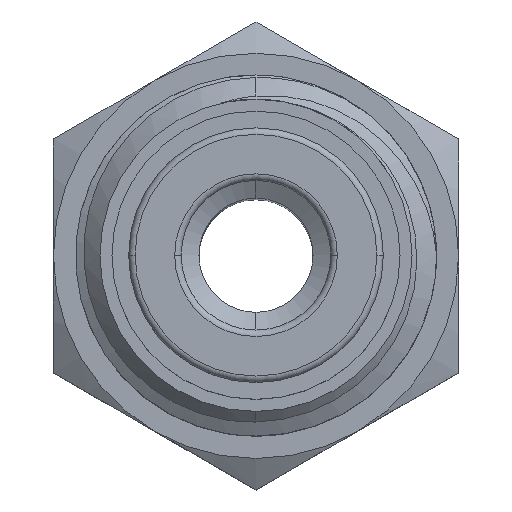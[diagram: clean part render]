
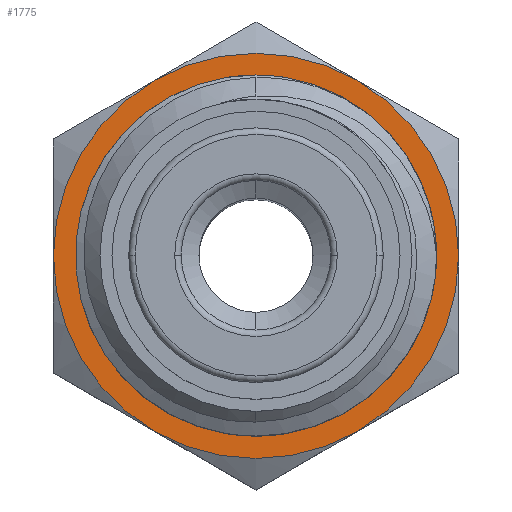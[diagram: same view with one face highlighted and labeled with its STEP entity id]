
A CAD part, top view. The second image highlights one B-rep face of the part: STEP entity #1775.
In plain terms, the highlighted planar face has unit normal (0, 0, 1).
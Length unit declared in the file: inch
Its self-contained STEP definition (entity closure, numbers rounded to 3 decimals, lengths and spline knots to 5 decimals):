
#144 = CARTESIAN_POINT ( 'NONE',  ( 0., 0.26325, 0.87 ) ) ;
#165 = ORIENTED_EDGE ( 'NONE', *, *, #2585, .T. ) ;
#187 = VERTEX_POINT ( 'NONE', #1157 ) ;
#288 = CIRCLE ( 'NONE', #6906, 0.3125 ) ;
#315 = DIRECTION ( 'NONE',  ( 0., 0., -1. ) ) ;
#635 = ORIENTED_EDGE ( 'NONE', *, *, #2151, .F. ) ;
#833 = ORIENTED_EDGE ( 'NONE', *, *, #1107, .F. ) ;
#837 = CARTESIAN_POINT ( 'NONE',  ( 0., 0., 0.87 ) ) ;
#840 = CIRCLE ( 'NONE', #5304, 0.3125 ) ;
#921 = VERTEX_POINT ( 'NONE', #6717 ) ;
#993 = CARTESIAN_POINT ( 'NONE',  ( 0., 0., 0.87 ) ) ;
#1042 = VERTEX_POINT ( 'NONE', #5363 ) ;
#1052 = DIRECTION ( 'NONE',  ( 0., 0., -1. ) ) ;
#1093 = DIRECTION ( 'NONE',  ( 0., -1., 0. ) ) ;
#1107 = EDGE_CURVE ( 'NONE', #921, #1042, #6337, .T. ) ;
#1157 = CARTESIAN_POINT ( 'NONE',  ( -0.3125, 0., 0.87 ) ) ;
#1670 = CARTESIAN_POINT ( 'NONE',  ( -0.15625, 0.27063, 0.87 ) ) ;
#1750 = DIRECTION ( 'NONE',  ( 0., -1., 0. ) ) ;
#1775 = ADVANCED_FACE ( 'NONE', ( #5324, #3690 ), #6934, .T. ) ;
#1849 = ORIENTED_EDGE ( 'NONE', *, *, #6986, .F. ) ;
#1931 = EDGE_LOOP ( 'NONE', ( #7628, #4796, #1849, #833, #635, #7523 ) ) ;
#1949 = DIRECTION ( 'NONE',  ( 0., 0., 1. ) ) ;
#2041 = DIRECTION ( 'NONE',  ( 0., 0., -1. ) ) ;
#2151 = EDGE_CURVE ( 'NONE', #3998, #921, #288, .T. ) ;
#2496 = AXIS2_PLACEMENT_3D ( 'NONE', #6350, #3854, #4565 ) ;
#2534 = EDGE_CURVE ( 'NONE', #187, #3998, #2536, .T. ) ;
#2536 = CIRCLE ( 'NONE', #2496, 0.3125 ) ;
#2585 = EDGE_CURVE ( 'NONE', #4502, #6651, #7857, .T. ) ;
#2628 = CARTESIAN_POINT ( 'NONE',  ( -0.15625, -0.27063, 0.87 ) ) ;
#2673 = AXIS2_PLACEMENT_3D ( 'NONE', #3584, #7873, #1750 ) ;
#2690 = DIRECTION ( 'NONE',  ( 0., -1., 0. ) ) ;
#2941 = CARTESIAN_POINT ( 'NONE',  ( 0., 0., 0.87 ) ) ;
#3061 = VERTEX_POINT ( 'NONE', #2628 ) ;
#3329 = CARTESIAN_POINT ( 'NONE',  ( 0., 0., 0.87 ) ) ;
#3584 = CARTESIAN_POINT ( 'NONE',  ( 0., 0., 0.87 ) ) ;
#3648 = CIRCLE ( 'NONE', #2673, 0.3125 ) ;
#3690 = FACE_BOUND ( 'NONE', #5112, .T. ) ;
#3854 = DIRECTION ( 'NONE',  ( 0., 0., -1. ) ) ;
#3954 = DIRECTION ( 'NONE',  ( 0., 1., 0. ) ) ;
#3998 = VERTEX_POINT ( 'NONE', #1670 ) ;
#4019 = CIRCLE ( 'NONE', #7403, 0.26325 ) ;
#4148 = DIRECTION ( 'NONE',  ( 0., 1., 0. ) ) ;
#4431 = EDGE_CURVE ( 'NONE', #7346, #3061, #6005, .T. ) ;
#4502 = VERTEX_POINT ( 'NONE', #5208 ) ;
#4565 = DIRECTION ( 'NONE',  ( -1., 0., 0. ) ) ;
#4796 = ORIENTED_EDGE ( 'NONE', *, *, #4431, .F. ) ;
#4933 = CARTESIAN_POINT ( 'NONE',  ( 0., 0., 0.87 ) ) ;
#5095 = ORIENTED_EDGE ( 'NONE', *, *, #7193, .T. ) ;
#5112 = EDGE_LOOP ( 'NONE', ( #165, #5095 ) ) ;
#5208 = CARTESIAN_POINT ( 'NONE',  ( 0., 0.26325, 0.87 ) ) ;
#5304 = AXIS2_PLACEMENT_3D ( 'NONE', #837, #315, #2690 ) ;
#5324 = FACE_OUTER_BOUND ( 'NONE', #1931, .T. ) ;
#5363 = CARTESIAN_POINT ( 'NONE',  ( 0.3125, 0., 0.87 ) ) ;
#5394 = CARTESIAN_POINT ( 'NONE',  ( 0., -0.26325, 0.87 ) ) ;
#5595 = DIRECTION ( 'NONE',  ( 0., 0., -1. ) ) ;
#5747 = CARTESIAN_POINT ( 'NONE',  ( 0., 0., 0.87 ) ) ;
#5955 = AXIS2_PLACEMENT_3D ( 'NONE', #144, #1949, #6381 ) ;
#6005 = CIRCLE ( 'NONE', #7179, 0.3125 ) ;
#6306 = CARTESIAN_POINT ( 'NONE',  ( 0.15625, -0.27063, 0.87 ) ) ;
#6337 = CIRCLE ( 'NONE', #7373, 0.3125 ) ;
#6350 = CARTESIAN_POINT ( 'NONE',  ( 0., 0., 0.87 ) ) ;
#6381 = DIRECTION ( 'NONE',  ( 0., -1., 0. ) ) ;
#6388 = DIRECTION ( 'NONE',  ( 0., -1., 0. ) ) ;
#6618 = EDGE_CURVE ( 'NONE', #3061, #187, #3648, .T. ) ;
#6651 = VERTEX_POINT ( 'NONE', #5394 ) ;
#6717 = CARTESIAN_POINT ( 'NONE',  ( 0.15625, 0.27063, 0.87 ) ) ;
#6810 = AXIS2_PLACEMENT_3D ( 'NONE', #3329, #7681, #3954 ) ;
#6906 = AXIS2_PLACEMENT_3D ( 'NONE', #2941, #7282, #1093 ) ;
#6934 = PLANE ( 'NONE',  #5955 ) ;
#6986 = EDGE_CURVE ( 'NONE', #1042, #7346, #840, .T. ) ;
#7179 = AXIS2_PLACEMENT_3D ( 'NONE', #5747, #2041, #6388 ) ;
#7193 = EDGE_CURVE ( 'NONE', #6651, #4502, #4019, .T. ) ;
#7282 = DIRECTION ( 'NONE',  ( 0., 0., -1. ) ) ;
#7346 = VERTEX_POINT ( 'NONE', #6306 ) ;
#7373 = AXIS2_PLACEMENT_3D ( 'NONE', #4933, #5595, #7414 ) ;
#7403 = AXIS2_PLACEMENT_3D ( 'NONE', #993, #1052, #4148 ) ;
#7414 = DIRECTION ( 'NONE',  ( 0., -1., 0. ) ) ;
#7523 = ORIENTED_EDGE ( 'NONE', *, *, #2534, .F. ) ;
#7628 = ORIENTED_EDGE ( 'NONE', *, *, #6618, .F. ) ;
#7681 = DIRECTION ( 'NONE',  ( 0., 0., -1. ) ) ;
#7857 = CIRCLE ( 'NONE', #6810, 0.26325 ) ;
#7873 = DIRECTION ( 'NONE',  ( 0., 0., -1. ) ) ;
